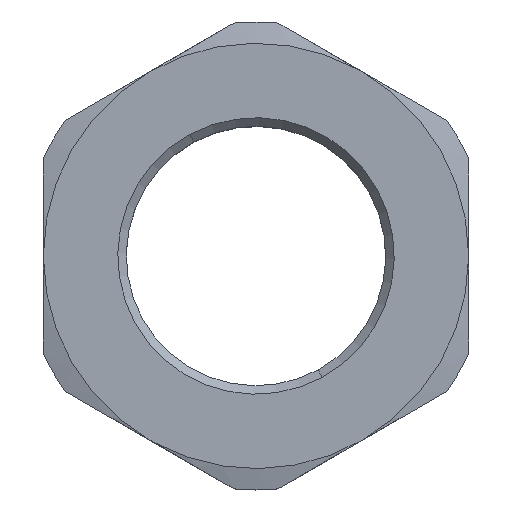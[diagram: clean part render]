
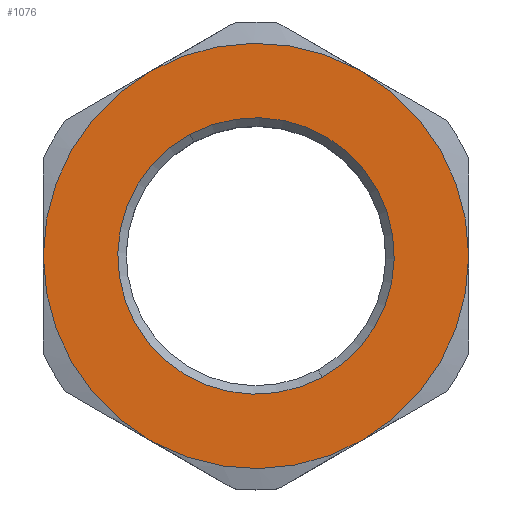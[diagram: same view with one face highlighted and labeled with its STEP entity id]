
A CAD part, top view. The second image highlights one B-rep face of the part: STEP entity #1076.
In plain terms, the highlighted planar face has unit normal (0, 0, 1).
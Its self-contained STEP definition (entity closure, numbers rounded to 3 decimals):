
#791=AXIS2_PLACEMENT_3D('Circle Axis2P3D',#789,#790,$) ;
#812=AXIS2_PLACEMENT_3D('Circle Axis2P3D',#810,#811,$) ;
#879=AXIS2_PLACEMENT_3D('Circle Axis2P3D',#877,#878,$) ;
#890=AXIS2_PLACEMENT_3D('Circle Axis2P3D',#888,#889,$) ;
#904=AXIS2_PLACEMENT_3D('Circle Axis2P3D',#902,#903,$) ;
#925=AXIS2_PLACEMENT_3D('Circle Axis2P3D',#923,#924,$) ;
#992=AXIS2_PLACEMENT_3D('Circle Axis2P3D',#990,#991,$) ;
#1003=AXIS2_PLACEMENT_3D('Circle Axis2P3D',#1001,#1002,$) ;
#1044=AXIS2_PLACEMENT_3D('Plane Axis2P3D',#1041,#1042,#1043) ;
#1060=AXIS2_PLACEMENT_3D('Circle Axis2P3D',#1058,#1059,$) ;
#1069=AXIS2_PLACEMENT_3D('Circle Axis2P3D',#1067,#1068,$) ;
#423=CARTESIAN_POINT('Vertex',(50.,27.5,22.)) ;
#500=CARTESIAN_POINT('Vertex',(37.5,5.849,22.)) ;
#634=CARTESIAN_POINT('Vertex',(0.,27.5,22.)) ;
#703=CARTESIAN_POINT('Vertex',(12.5,49.151,22.)) ;
#789=CARTESIAN_POINT('Axis2P3D Location',(25.,27.5,22.)) ;
#807=CARTESIAN_POINT('Vertex',(37.501,49.15,22.)) ;
#810=CARTESIAN_POINT('Axis2P3D Location',(25.,27.5,22.)) ;
#852=CARTESIAN_POINT('Vertex',(37.499,49.151,22.)) ;
#855=CARTESIAN_POINT('Line Origine',(37.5,49.151,22.)) ;
#874=CARTESIAN_POINT('Vertex',(36.986,49.44,22.)) ;
#877=CARTESIAN_POINT('Axis2P3D Location',(25.,27.5,22.)) ;
#888=CARTESIAN_POINT('Axis2P3D Location',(25.,27.5,22.)) ;
#902=CARTESIAN_POINT('Axis2P3D Location',(25.,27.5,22.)) ;
#920=CARTESIAN_POINT('Vertex',(12.499,5.85,22.)) ;
#923=CARTESIAN_POINT('Axis2P3D Location',(25.,27.5,22.)) ;
#965=CARTESIAN_POINT('Vertex',(12.501,5.849,22.)) ;
#968=CARTESIAN_POINT('Line Origine',(12.5,5.849,22.)) ;
#987=CARTESIAN_POINT('Vertex',(13.014,5.56,22.)) ;
#990=CARTESIAN_POINT('Axis2P3D Location',(25.,27.5,22.)) ;
#1001=CARTESIAN_POINT('Axis2P3D Location',(25.,27.5,22.)) ;
#1041=CARTESIAN_POINT('Axis2P3D Location',(25.,27.5,22.)) ;
#1058=CARTESIAN_POINT('Axis2P3D Location',(25.,27.5,22.)) ;
#1062=CARTESIAN_POINT('Vertex',(17.209,41.761,22.)) ;
#1064=CARTESIAN_POINT('Vertex',(32.791,13.239,22.)) ;
#1067=CARTESIAN_POINT('Axis2P3D Location',(25.,27.5,22.)) ;
#790=DIRECTION('Axis2P3D Direction',(0.,0.,-1.)) ;
#811=DIRECTION('Axis2P3D Direction',(0.,0.,-1.)) ;
#856=DIRECTION('Vector Direction',(0.866,-0.5,0.)) ;
#878=DIRECTION('Axis2P3D Direction',(0.,0.,-1.)) ;
#889=DIRECTION('Axis2P3D Direction',(0.,0.,-1.)) ;
#903=DIRECTION('Axis2P3D Direction',(0.,0.,-1.)) ;
#924=DIRECTION('Axis2P3D Direction',(0.,0.,-1.)) ;
#969=DIRECTION('Vector Direction',(-0.866,0.5,0.)) ;
#991=DIRECTION('Axis2P3D Direction',(0.,0.,-1.)) ;
#1002=DIRECTION('Axis2P3D Direction',(0.,0.,-1.)) ;
#1042=DIRECTION('Axis2P3D Direction',(0.,0.,-1.)) ;
#1043=DIRECTION('Axis2P3D XDirection',(0.,1.,0.)) ;
#1059=DIRECTION('Axis2P3D Direction',(0.,0.,-1.)) ;
#1068=DIRECTION('Axis2P3D Direction',(0.,0.,-1.)) ;
#857=VECTOR('Line Direction',#856,1.) ;
#970=VECTOR('Line Direction',#969,1.) ;
#1047=ORIENTED_EDGE('',*,*,#793,.F.) ;
#1048=ORIENTED_EDGE('',*,*,#814,.F.) ;
#1049=ORIENTED_EDGE('',*,*,#859,.F.) ;
#1050=ORIENTED_EDGE('',*,*,#881,.F.) ;
#1051=ORIENTED_EDGE('',*,*,#892,.F.) ;
#1052=ORIENTED_EDGE('',*,*,#906,.F.) ;
#1053=ORIENTED_EDGE('',*,*,#927,.F.) ;
#1054=ORIENTED_EDGE('',*,*,#972,.F.) ;
#1055=ORIENTED_EDGE('',*,*,#994,.F.) ;
#1056=ORIENTED_EDGE('',*,*,#1005,.F.) ;
#1073=ORIENTED_EDGE('',*,*,#1066,.T.) ;
#1074=ORIENTED_EDGE('',*,*,#1071,.T.) ;
#1075=FACE_BOUND('',#1072,.T.) ;
#1076=ADVANCED_FACE('Adapter_M40-M32.1\\Koerper.2',(#1057,#1075),#1045,.F.) ;
#792=CIRCLE('generated circle',#791,25.) ;
#813=CIRCLE('generated circle',#812,25.) ;
#880=CIRCLE('generated circle',#879,25.) ;
#891=CIRCLE('generated circle',#890,25.) ;
#905=CIRCLE('generated circle',#904,25.) ;
#926=CIRCLE('generated circle',#925,25.) ;
#993=CIRCLE('generated circle',#992,25.) ;
#1004=CIRCLE('generated circle',#1003,25.) ;
#1061=CIRCLE('generated circle',#1060,16.25) ;
#1070=CIRCLE('generated circle',#1069,16.25) ;
#793=EDGE_CURVE('',#424,#501,#792,.T.) ;
#814=EDGE_CURVE('',#808,#424,#813,.T.) ;
#859=EDGE_CURVE('',#853,#808,#858,.T.) ;
#881=EDGE_CURVE('',#875,#853,#880,.T.) ;
#892=EDGE_CURVE('',#704,#875,#891,.T.) ;
#906=EDGE_CURVE('',#635,#704,#905,.T.) ;
#927=EDGE_CURVE('',#921,#635,#926,.T.) ;
#972=EDGE_CURVE('',#966,#921,#971,.T.) ;
#994=EDGE_CURVE('',#988,#966,#993,.T.) ;
#1005=EDGE_CURVE('',#501,#988,#1004,.T.) ;
#1066=EDGE_CURVE('',#1063,#1065,#1061,.T.) ;
#1071=EDGE_CURVE('',#1065,#1063,#1070,.T.) ;
#1046=EDGE_LOOP('',(#1047,#1048,#1049,#1050,#1051,#1052,#1053,#1054,#1055,#1056)) ;
#1072=EDGE_LOOP('',(#1073,#1074)) ;
#1057=FACE_OUTER_BOUND('',#1046,.T.) ;
#858=LINE('Line',#855,#857) ;
#971=LINE('Line',#968,#970) ;
#1045=PLANE('',#1044) ;
#424=VERTEX_POINT('',#423) ;
#501=VERTEX_POINT('',#500) ;
#635=VERTEX_POINT('',#634) ;
#704=VERTEX_POINT('',#703) ;
#808=VERTEX_POINT('',#807) ;
#853=VERTEX_POINT('',#852) ;
#875=VERTEX_POINT('',#874) ;
#921=VERTEX_POINT('',#920) ;
#966=VERTEX_POINT('',#965) ;
#988=VERTEX_POINT('',#987) ;
#1063=VERTEX_POINT('',#1062) ;
#1065=VERTEX_POINT('',#1064) ;
